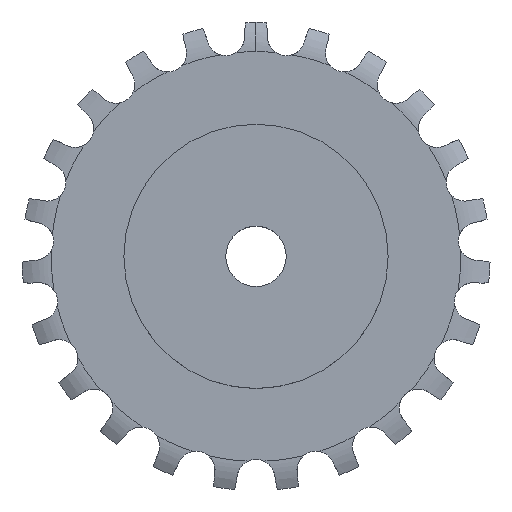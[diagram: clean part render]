
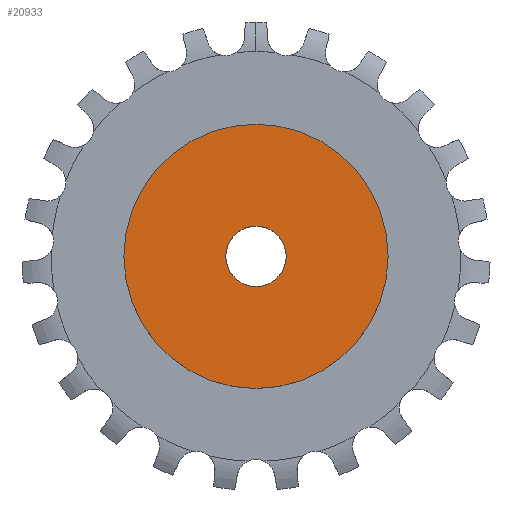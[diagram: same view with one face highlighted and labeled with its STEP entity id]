
A CAD part, top view. The second image highlights one B-rep face of the part: STEP entity #20933.
In plain terms, the highlighted planar face has unit normal (0, 0, 1).
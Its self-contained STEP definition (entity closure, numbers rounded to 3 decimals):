
#6341 = CYLINDRICAL_SURFACE('',#6342,17.5);
#6342 = AXIS2_PLACEMENT_3D('',#6343,#6344,#6345);
#6343 = CARTESIAN_POINT('',(0.,0.,0.));
#6344 = DIRECTION('',(-0.,-0.,-1.));
#6345 = DIRECTION('',(1.,0.,0.));
#16923 = CYLINDRICAL_SURFACE('',#16924,4.);
#16924 = AXIS2_PLACEMENT_3D('',#16925,#16926,#16927);
#16925 = CARTESIAN_POINT('',(0.,0.,89.663));
#16926 = DIRECTION('',(0.,0.,1.));
#16927 = DIRECTION('',(1.,0.,-0.));
#19492 = VERTEX_POINT('',#19493);
#19493 = CARTESIAN_POINT('',(17.5,0.,14.));
#19514 = EDGE_CURVE('',#19492,#19492,#19515,.T.);
#19515 = SURFACE_CURVE('',#19516,(#19521,#19528),.PCURVE_S1.);
#19516 = CIRCLE('',#19517,17.5);
#19517 = AXIS2_PLACEMENT_3D('',#19518,#19519,#19520);
#19518 = CARTESIAN_POINT('',(0.,0.,14.));
#19519 = DIRECTION('',(0.,0.,1.));
#19520 = DIRECTION('',(1.,0.,0.));
#19521 = PCURVE('',#6341,#19522);
#19522 = DEFINITIONAL_REPRESENTATION('',(#19523),#19527);
#19523 = LINE('',#19524,#19525);
#19524 = CARTESIAN_POINT('',(-0.,-14.));
#19525 = VECTOR('',#19526,1.);
#19526 = DIRECTION('',(-1.,0.));
#19527 = ( GEOMETRIC_REPRESENTATION_CONTEXT(2) 
PARAMETRIC_REPRESENTATION_CONTEXT() REPRESENTATION_CONTEXT('2D SPACE',''
  ) );
#19528 = PCURVE('',#19529,#19534);
#19529 = PLANE('',#19530);
#19530 = AXIS2_PLACEMENT_3D('',#19531,#19532,#19533);
#19531 = CARTESIAN_POINT('',(0.,0.,14.));
#19532 = DIRECTION('',(-0.,0.,1.));
#19533 = DIRECTION('',(0.,-1.,0.));
#19534 = DEFINITIONAL_REPRESENTATION('',(#19535),#19539);
#19535 = CIRCLE('',#19536,17.5);
#19536 = AXIS2_PLACEMENT_2D('',#19537,#19538);
#19537 = CARTESIAN_POINT('',(0.,0.));
#19538 = DIRECTION('',(0.,1.));
#19539 = ( GEOMETRIC_REPRESENTATION_CONTEXT(2) 
PARAMETRIC_REPRESENTATION_CONTEXT() REPRESENTATION_CONTEXT('2D SPACE',''
  ) );
#20887 = EDGE_CURVE('',#20888,#20888,#20890,.T.);
#20888 = VERTEX_POINT('',#20889);
#20889 = CARTESIAN_POINT('',(4.,0.,14.));
#20890 = SURFACE_CURVE('',#20891,(#20896,#20903),.PCURVE_S1.);
#20891 = CIRCLE('',#20892,4.);
#20892 = AXIS2_PLACEMENT_3D('',#20893,#20894,#20895);
#20893 = CARTESIAN_POINT('',(0.,0.,14.));
#20894 = DIRECTION('',(0.,0.,1.));
#20895 = DIRECTION('',(1.,0.,-0.));
#20896 = PCURVE('',#16923,#20897);
#20897 = DEFINITIONAL_REPRESENTATION('',(#20898),#20902);
#20898 = LINE('',#20899,#20900);
#20899 = CARTESIAN_POINT('',(0.,-75.663));
#20900 = VECTOR('',#20901,1.);
#20901 = DIRECTION('',(1.,0.));
#20902 = ( GEOMETRIC_REPRESENTATION_CONTEXT(2) 
PARAMETRIC_REPRESENTATION_CONTEXT() REPRESENTATION_CONTEXT('2D SPACE',''
  ) );
#20903 = PCURVE('',#19529,#20904);
#20904 = DEFINITIONAL_REPRESENTATION('',(#20905),#20909);
#20905 = CIRCLE('',#20906,4.);
#20906 = AXIS2_PLACEMENT_2D('',#20907,#20908);
#20907 = CARTESIAN_POINT('',(0.,0.));
#20908 = DIRECTION('',(0.,1.));
#20909 = ( GEOMETRIC_REPRESENTATION_CONTEXT(2) 
PARAMETRIC_REPRESENTATION_CONTEXT() REPRESENTATION_CONTEXT('2D SPACE',''
  ) );
#20933 = ADVANCED_FACE('',(#20934,#20937),#19529,.T.);
#20934 = FACE_BOUND('',#20935,.T.);
#20935 = EDGE_LOOP('',(#20936));
#20936 = ORIENTED_EDGE('',*,*,#19514,.T.);
#20937 = FACE_BOUND('',#20938,.T.);
#20938 = EDGE_LOOP('',(#20939));
#20939 = ORIENTED_EDGE('',*,*,#20887,.F.);
